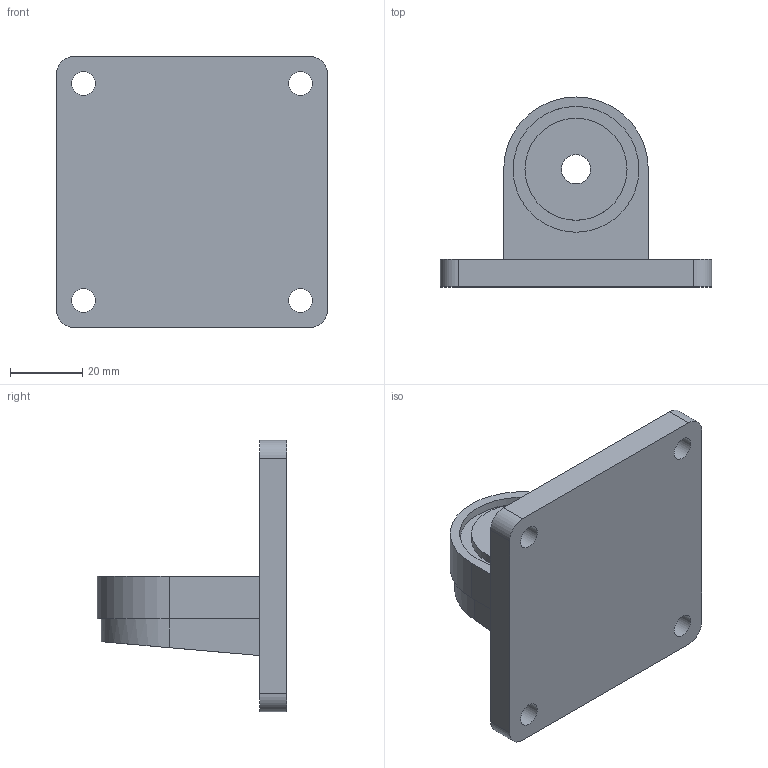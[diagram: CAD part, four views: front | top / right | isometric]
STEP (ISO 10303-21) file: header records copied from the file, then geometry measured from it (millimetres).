
FILE_DESCRIPTION( ( 'STEP AP214' ), '1' );
FILE_NAME( 'K0487.30.stp', '2020-12-08T10:27:07', ( '' ), ( '' ), ' ', 'PARTsolutions', ' ' );
FILE_SCHEMA( ( 'AUTOMOTIVE_DESIGN { 1 0 10303 214 1 1 1 1 }' ) );
Length unit declared in the file: millimetre
Products named in the file (1): _K0487.30
Bounding box: 75 x 52.5 x 75 mm (x, y, z)
Volume: 64450.3 mm3; surface area: 21006.5 mm2
Topology: 1 solids, 1 shells, 49 faces, 129 edges, 87 vertices
Faces by surface type: plane 30, cylinder 19
Full cylindrical faces by diameter (mm): 6.5 x4, 8.1 x1, 22 x1, 28.2 x1, 34.8 x1
Entity records: 1890 total; most frequent: DIRECTION 260, CARTESIAN_POINT 252, ORIENTED_EDGE 236, EDGE_CURVE 118, AXIS2_PLACEMENT_3D 92, VERTEX_POINT 84, LINE 76, VECTOR 76
